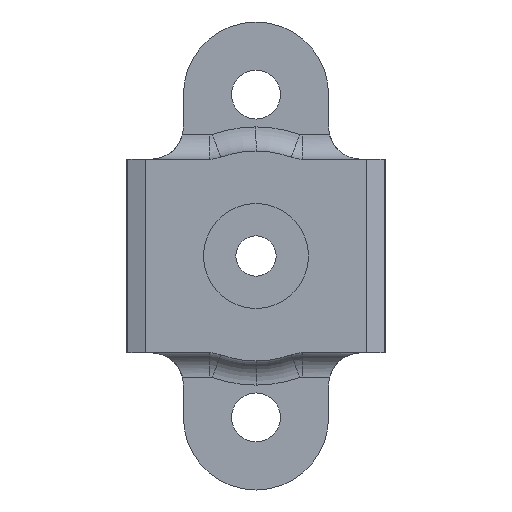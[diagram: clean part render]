
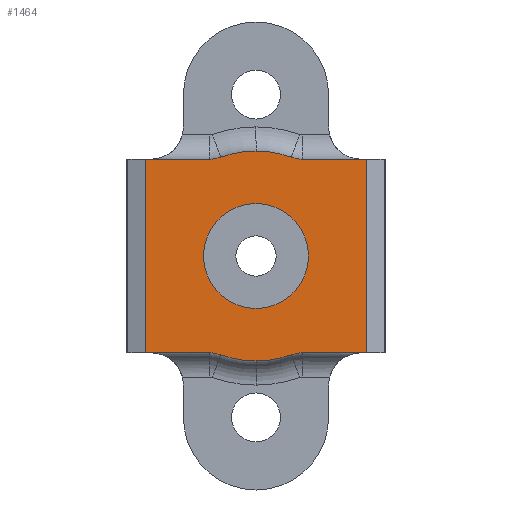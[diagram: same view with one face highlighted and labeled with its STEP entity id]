
A CAD part, front view. The second image highlights one B-rep face of the part: STEP entity #1464.
In plain terms, the highlighted planar face has unit normal (0, -1, 0).
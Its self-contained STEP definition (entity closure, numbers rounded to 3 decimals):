
#32 = CARTESIAN_POINT ( 'NONE',  ( 0., 0., 3.25 ) ) ;
#33 = ORIENTED_EDGE ( 'NONE', *, *, #3571, .F. ) ;
#39 = EDGE_CURVE ( 'NONE', #2838, #3044, #3192, .T. ) ;
#118 = DIRECTION ( 'NONE',  ( 0., 0., 1. ) ) ;
#122 = CIRCLE ( 'NONE', #3529, 3.25 ) ;
#137 = EDGE_CURVE ( 'NONE', #1177, #623, #162, .T. ) ;
#139 = CARTESIAN_POINT ( 'NONE',  ( -2.872, 0., -6. ) ) ;
#145 = LINE ( 'NONE', #3939, #4813 ) ;
#162 = CIRCLE ( 'NONE', #1275, 2. ) ;
#199 = VERTEX_POINT ( 'NONE', #3793 ) ;
#219 = DIRECTION ( 'NONE',  ( 0., 1., 0. ) ) ;
#253 = DIRECTION ( 'NONE',  ( 0., 0., 1. ) ) ;
#330 = VECTOR ( 'NONE', #2429, 1000. ) ;
#428 = CARTESIAN_POINT ( 'NONE',  ( 0., 0., 0. ) ) ;
#472 = DIRECTION ( 'NONE',  ( 1., 0., 0. ) ) ;
#490 = AXIS2_PLACEMENT_3D ( 'NONE', #4565, #1155, #761 ) ;
#597 = CIRCLE ( 'NONE', #3146, 3.25 ) ;
#619 = CARTESIAN_POINT ( 'NONE',  ( 0., 0., 0. ) ) ;
#623 = VERTEX_POINT ( 'NONE', #2995 ) ;
#631 = CARTESIAN_POINT ( 'NONE',  ( -2.872, 0., 8. ) ) ;
#633 = EDGE_CURVE ( 'NONE', #3044, #2019, #4858, .T. ) ;
#635 = DIRECTION ( 'NONE',  ( 0., 0., 1. ) ) ;
#673 = CIRCLE ( 'NONE', #1472, 6.5 ) ;
#681 = FACE_OUTER_BOUND ( 'NONE', #4245, .T. ) ;
#732 = VERTEX_POINT ( 'NONE', #32 ) ;
#761 = DIRECTION ( 'NONE',  ( 0., 0., 1. ) ) ;
#821 = CARTESIAN_POINT ( 'NONE',  ( -2.196, 0., 6.118 ) ) ;
#898 = CARTESIAN_POINT ( 'NONE',  ( 2.872, 0., -8. ) ) ;
#910 = EDGE_CURVE ( 'NONE', #1440, #199, #673, .T. ) ;
#924 = CARTESIAN_POINT ( 'NONE',  ( 0., 0., 0. ) ) ;
#1004 = DIRECTION ( 'NONE',  ( 0., 1., 0. ) ) ;
#1155 = DIRECTION ( 'NONE',  ( 0., 1., 0. ) ) ;
#1177 = VERTEX_POINT ( 'NONE', #821 ) ;
#1185 = CARTESIAN_POINT ( 'NONE',  ( -6.87, 0., 6. ) ) ;
#1190 = CARTESIAN_POINT ( 'NONE',  ( 0., 0., -3.25 ) ) ;
#1249 = VERTEX_POINT ( 'NONE', #1190 ) ;
#1256 = DIRECTION ( 'NONE',  ( 0., 1., 0. ) ) ;
#1263 = CARTESIAN_POINT ( 'NONE',  ( 0., 0., 0. ) ) ;
#1270 = ORIENTED_EDGE ( 'NONE', *, *, #3660, .T. ) ;
#1275 = AXIS2_PLACEMENT_3D ( 'NONE', #631, #1377, #3242 ) ;
#1315 = DIRECTION ( 'NONE',  ( 0., 1., 0. ) ) ;
#1334 = ORIENTED_EDGE ( 'NONE', *, *, #3048, .F. ) ;
#1351 = CARTESIAN_POINT ( 'NONE',  ( 0., 0., 0. ) ) ;
#1354 = ORIENTED_EDGE ( 'NONE', *, *, #1655, .T. ) ;
#1367 = VECTOR ( 'NONE', #4739, 1000. ) ;
#1377 = DIRECTION ( 'NONE',  ( 0., 1., 0. ) ) ;
#1440 = VERTEX_POINT ( 'NONE', #2537 ) ;
#1464 = ADVANCED_FACE ( 'NONE', ( #3983, #681 ), #4490, .F. ) ;
#1472 = AXIS2_PLACEMENT_3D ( 'NONE', #3205, #1315, #3646 ) ;
#1525 = CARTESIAN_POINT ( 'NONE',  ( -6.87, 0., -6. ) ) ;
#1570 = LINE ( 'NONE', #2342, #3777 ) ;
#1586 = LINE ( 'NONE', #1185, #3780 ) ;
#1613 = DIRECTION ( 'NONE',  ( 0., -1., 0. ) ) ;
#1628 = DIRECTION ( 'NONE',  ( 0., 0., 1. ) ) ;
#1655 = EDGE_CURVE ( 'NONE', #2394, #199, #2944, .T. ) ;
#1676 = DIRECTION ( 'NONE',  ( 0., 1., 0. ) ) ;
#1731 = CARTESIAN_POINT ( 'NONE',  ( -6.87, 0., -6. ) ) ;
#1830 = EDGE_CURVE ( 'NONE', #2060, #2019, #2677, .T. ) ;
#1856 = EDGE_CURVE ( 'NONE', #732, #1249, #122, .T. ) ;
#1883 = AXIS2_PLACEMENT_3D ( 'NONE', #2124, #1256, #253 ) ;
#1894 = CARTESIAN_POINT ( 'NONE',  ( -2.196, 0., -6.118 ) ) ;
#1960 = VECTOR ( 'NONE', #4161, 1000. ) ;
#2009 = DIRECTION ( 'NONE',  ( -1., 0., 0. ) ) ;
#2019 = VERTEX_POINT ( 'NONE', #4248 ) ;
#2054 = EDGE_CURVE ( 'NONE', #2394, #2838, #1570, .T. ) ;
#2055 = ORIENTED_EDGE ( 'NONE', *, *, #39, .F. ) ;
#2060 = VERTEX_POINT ( 'NONE', #3056 ) ;
#2124 = CARTESIAN_POINT ( 'NONE',  ( 0., 0., 0. ) ) ;
#2237 = EDGE_CURVE ( 'NONE', #3922, #4354, #145, .T. ) ;
#2261 = EDGE_CURVE ( 'NONE', #2060, #2408, #3456, .T. ) ;
#2342 = CARTESIAN_POINT ( 'NONE',  ( -6.87, 0., 6. ) ) ;
#2360 = AXIS2_PLACEMENT_3D ( 'NONE', #2951, #4493, #635 ) ;
#2394 = VERTEX_POINT ( 'NONE', #3762 ) ;
#2407 = CIRCLE ( 'NONE', #4464, 6.5 ) ;
#2408 = VERTEX_POINT ( 'NONE', #3814 ) ;
#2429 = DIRECTION ( 'NONE',  ( 0., 0., -1. ) ) ;
#2435 = LINE ( 'NONE', #1731, #1367 ) ;
#2442 = DIRECTION ( 'NONE',  ( 0., 0., 1. ) ) ;
#2454 = CARTESIAN_POINT ( 'NONE',  ( 6.87, 0., -6. ) ) ;
#2462 = CARTESIAN_POINT ( 'NONE',  ( 6.87, 0., -6. ) ) ;
#2476 = EDGE_LOOP ( 'NONE', ( #4625, #3957 ) ) ;
#2537 = CARTESIAN_POINT ( 'NONE',  ( 0., 0., 6.5 ) ) ;
#2677 = CIRCLE ( 'NONE', #4015, 2. ) ;
#2681 = AXIS2_PLACEMENT_3D ( 'NONE', #1263, #219, #118 ) ;
#2838 = VERTEX_POINT ( 'NONE', #3403 ) ;
#2854 = CARTESIAN_POINT ( 'NONE',  ( -6.87, 0., 6. ) ) ;
#2925 = ORIENTED_EDGE ( 'NONE', *, *, #3897, .F. ) ;
#2944 = CIRCLE ( 'NONE', #490, 2. ) ;
#2951 = CARTESIAN_POINT ( 'NONE',  ( -2.872, 0., -8. ) ) ;
#2995 = CARTESIAN_POINT ( 'NONE',  ( -2.872, 0., 6. ) ) ;
#3044 = VERTEX_POINT ( 'NONE', #2462 ) ;
#3048 = EDGE_CURVE ( 'NONE', #2408, #4804, #2407, .T. ) ;
#3056 = CARTESIAN_POINT ( 'NONE',  ( 2.196, 0., -6.118 ) ) ;
#3110 = ORIENTED_EDGE ( 'NONE', *, *, #1830, .T. ) ;
#3127 = DIRECTION ( 'NONE',  ( 0., 0., 1. ) ) ;
#3140 = ORIENTED_EDGE ( 'NONE', *, *, #2237, .F. ) ;
#3146 = AXIS2_PLACEMENT_3D ( 'NONE', #428, #1613, #3127 ) ;
#3149 = CIRCLE ( 'NONE', #1883, 6.5 ) ;
#3192 = LINE ( 'NONE', #2454, #330 ) ;
#3205 = CARTESIAN_POINT ( 'NONE',  ( 0., 0., 0. ) ) ;
#3222 = CIRCLE ( 'NONE', #2360, 2. ) ;
#3242 = DIRECTION ( 'NONE',  ( 0., 0., 1. ) ) ;
#3273 = ORIENTED_EDGE ( 'NONE', *, *, #2054, .F. ) ;
#3403 = CARTESIAN_POINT ( 'NONE',  ( 6.87, 0., 6. ) ) ;
#3442 = DIRECTION ( 'NONE',  ( 1., 0., 0. ) ) ;
#3456 = CIRCLE ( 'NONE', #2681, 6.5 ) ;
#3529 = AXIS2_PLACEMENT_3D ( 'NONE', #924, #3952, #4264 ) ;
#3571 = EDGE_CURVE ( 'NONE', #4354, #4658, #2435, .T. ) ;
#3629 = ORIENTED_EDGE ( 'NONE', *, *, #3808, .F. ) ;
#3643 = DIRECTION ( 'NONE',  ( 0., 1., 0. ) ) ;
#3646 = DIRECTION ( 'NONE',  ( 0., 0., 1. ) ) ;
#3660 = EDGE_CURVE ( 'NONE', #3922, #4804, #3222, .T. ) ;
#3684 = DIRECTION ( 'NONE',  ( 1., 0., 0. ) ) ;
#3762 = CARTESIAN_POINT ( 'NONE',  ( 2.872, 0., 6. ) ) ;
#3777 = VECTOR ( 'NONE', #3442, 1000. ) ;
#3780 = VECTOR ( 'NONE', #472, 1000. ) ;
#3790 = ORIENTED_EDGE ( 'NONE', *, *, #2261, .F. ) ;
#3793 = CARTESIAN_POINT ( 'NONE',  ( 2.196, 0., 6.118 ) ) ;
#3808 = EDGE_CURVE ( 'NONE', #4658, #623, #1586, .T. ) ;
#3814 = CARTESIAN_POINT ( 'NONE',  ( 0., 0., -6.5 ) ) ;
#3897 = EDGE_CURVE ( 'NONE', #1177, #1440, #3149, .T. ) ;
#3922 = VERTEX_POINT ( 'NONE', #139 ) ;
#3939 = CARTESIAN_POINT ( 'NONE',  ( -6.87, 0., -6. ) ) ;
#3952 = DIRECTION ( 'NONE',  ( 0., -1., 0. ) ) ;
#3957 = ORIENTED_EDGE ( 'NONE', *, *, #4880, .F. ) ;
#3983 = FACE_BOUND ( 'NONE', #2476, .T. ) ;
#4015 = AXIS2_PLACEMENT_3D ( 'NONE', #898, #1676, #1628 ) ;
#4161 = DIRECTION ( 'NONE',  ( -1., 0., 0. ) ) ;
#4218 = AXIS2_PLACEMENT_3D ( 'NONE', #1351, #1004, #3684 ) ;
#4245 = EDGE_LOOP ( 'NONE', ( #3273, #1354, #4704, #2925, #4877, #3629, #33, #3140, #1270, #1334, #3790, #3110, #4921, #2055 ) ) ;
#4248 = CARTESIAN_POINT ( 'NONE',  ( 2.872, 0., -6. ) ) ;
#4264 = DIRECTION ( 'NONE',  ( 0., 0., 1. ) ) ;
#4354 = VERTEX_POINT ( 'NONE', #4854 ) ;
#4464 = AXIS2_PLACEMENT_3D ( 'NONE', #619, #3643, #2442 ) ;
#4490 = PLANE ( 'NONE',  #4218 ) ;
#4493 = DIRECTION ( 'NONE',  ( 0., 1., 0. ) ) ;
#4565 = CARTESIAN_POINT ( 'NONE',  ( 2.872, 0., 8. ) ) ;
#4625 = ORIENTED_EDGE ( 'NONE', *, *, #1856, .F. ) ;
#4658 = VERTEX_POINT ( 'NONE', #2854 ) ;
#4704 = ORIENTED_EDGE ( 'NONE', *, *, #910, .F. ) ;
#4739 = DIRECTION ( 'NONE',  ( 0., 0., 1. ) ) ;
#4804 = VERTEX_POINT ( 'NONE', #1894 ) ;
#4813 = VECTOR ( 'NONE', #2009, 1000. ) ;
#4854 = CARTESIAN_POINT ( 'NONE',  ( -6.87, 0., -6. ) ) ;
#4858 = LINE ( 'NONE', #1525, #1960 ) ;
#4877 = ORIENTED_EDGE ( 'NONE', *, *, #137, .T. ) ;
#4880 = EDGE_CURVE ( 'NONE', #1249, #732, #597, .T. ) ;
#4921 = ORIENTED_EDGE ( 'NONE', *, *, #633, .F. ) ;
